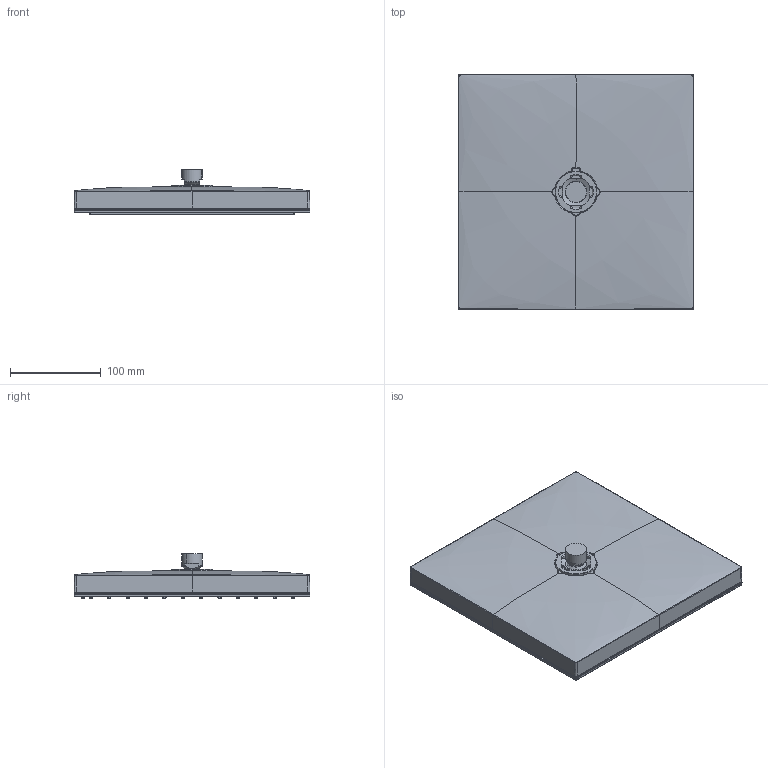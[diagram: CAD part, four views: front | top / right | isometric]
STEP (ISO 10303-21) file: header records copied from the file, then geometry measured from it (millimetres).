
FILE_DESCRIPTION(('CATIA V6 STEP','CAx-IF Rec.Pracs.--- Model Styling and Organization---1.5--- 2016-08-15','CAx-IF Rec.Pracs.---Supplemental Geometry---1.0---2011-11-01','CAx-IF Rec.Pracs.--- Composite Materials ---3.4---2017-06-13','CAx-IF Rec.Pracs.---Tessellated 3D Geometry---1.0---2015-12-17'),'2;1');
FILE_NAME('PPR_1000154490.stp','2023-10-23T12:51:40+00:00',('none'),('none'),'3DEXPERIENCE Platform3DEXPERIENCE R2021x HotFix 8','3DEXPERIENCE Platform STEP AP242 v2','none');
FILE_SCHEMA(('AP242_MANAGED_MODEL_BASED_3D_ENGINEERING_MIM_LF {1 0 10303 442 1 1 4}'));
Products named in the file (6): P-2_HG_Pulsify_E_KB_260_1jet; V5_P_2_Strahlkoerper_KB_Pulsify_E; V5_P_2_Strahleinsatz_KB_Pulsify_E; P-2_Mantel_KB_Pulsify_E; P-2_Sicherungsmutter_KB_Pulsify_E; V5_P_2_Gelenkkugel_1jet_KB_Pulsify_E
Assembly tree (5 placements, depth 2):
  P-2_HG_Pulsify_E_KB_260_1jet
    V5_P_2_Strahlkoerper_KB_Pulsify_E
    V5_P_2_Strahleinsatz_KB_Pulsify_E
    P-2_Mantel_KB_Pulsify_E
    P-2_Sicherungsmutter_KB_Pulsify_E
    V5_P_2_Gelenkkugel_1jet_KB_Pulsify_E
Bounding box: 259.98 x 259.98 x 49.6 mm (x, y, z)
Volume: 1852858.3 mm3; surface area: 354915 mm2
Topology: 18 solids, 18 shells, 5518 faces, 12052 edges, 7336 vertices
Faces by surface type: cylinder 1904, plane 1728, bspline 1578, torus 162, cone 140, revolution 4, sphere 2
Entity records: 236916 total; most frequent: CARTESIAN_POINT 136614, ORIENTED_EDGE 24104, DIRECTION 12411, EDGE_CURVE 12052, VERTEX_POINT 7336, EDGE_LOOP 6294, AXIS2_PLACEMENT_3D 5730, ADVANCED_FACE 5518
